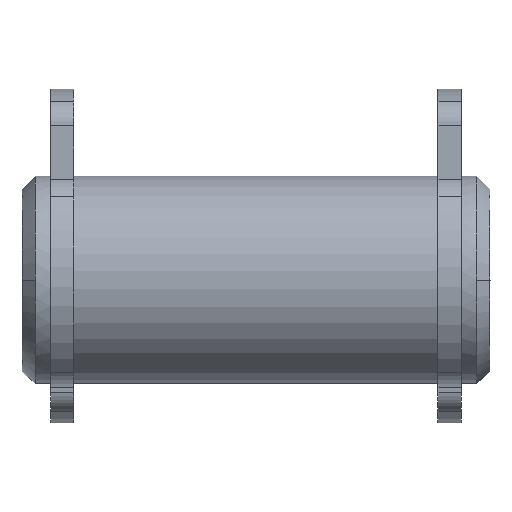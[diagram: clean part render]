
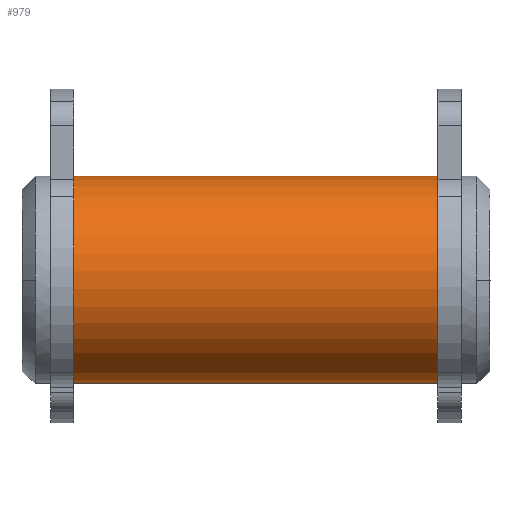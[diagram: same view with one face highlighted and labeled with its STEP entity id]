
A CAD part, front view. The second image highlights one B-rep face of the part: STEP entity #979.
In plain terms, the highlighted cylindrical face has radius 4 mm (diameter 8 mm), a partial arc.
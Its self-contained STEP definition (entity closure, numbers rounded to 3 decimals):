
#537=VERTEX_POINT('',#1321);
#551=VERTEX_POINT('',#1335);
#583=EDGE_CURVE('',#615,#551,#1370,.T.);
#615=VERTEX_POINT('',#1408);
#677=EDGE_CURVE('',#1071,#967,#1477,.T.);
#837=EDGE_CURVE('',#615,#537,#1655,.T.);
#853=EDGE_CURVE('',#1071,#1055,#1671,.T.);
#967=VERTEX_POINT('',#1797);
#979=ADVANCED_FACE('',(#1812),#1813,.T.);
#1007=EDGE_CURVE('',#967,#551,#1844,.T.);
#1055=VERTEX_POINT('',#1894);
#1057=EDGE_CURVE('',#537,#1055,#1896,.T.);
#1071=VERTEX_POINT('',#1910);
#1321=CARTESIAN_POINT('',(-7.0,-0.45,3.975));
#1335=CARTESIAN_POINT('',(7.0,0.45,3.975));
#1370=LINE('',#2283,#2284);
#1408=CARTESIAN_POINT('',(-7.0,0.45,3.975));
#1477=CIRCLE('',#2421,4.0);
#1655=CIRCLE('',#2655,4.);
#1671=LINE('',#2677,#2678);
#1797=CARTESIAN_POINT('',(7.0,-0.45,3.975));
#1812=FACE_OUTER_BOUND('',#2854,.T.);
#1813=CYLINDRICAL_SURFACE('',#2855,4.);
#1844=CIRCLE('',#2894,4.);
#1894=CARTESIAN_POINT('',(-7.0,-0.45,-3.975));
#1896=CIRCLE('',#2964,4.0);
#1910=CARTESIAN_POINT('',(7.0,-0.45,-3.975));
#2283=CARTESIAN_POINT('',(0.,0.45,3.975));
#2284=VECTOR('',#3390,1.0);
#2421=AXIS2_PLACEMENT_3D('',#3540,#3541,#3542);
#2655=AXIS2_PLACEMENT_3D('',#3768,#3769,#3770);
#2677=CARTESIAN_POINT('',(0.,-0.45,-3.975));
#2678=VECTOR('',#3776,1.0);
#2854=EDGE_LOOP('',(#3947,#3948,#3949,#3950,#3951,#3952));
#2855=AXIS2_PLACEMENT_3D('',#3953,#3954,#3955);
#2894=AXIS2_PLACEMENT_3D('',#3991,#3992,#3993);
#2964=AXIS2_PLACEMENT_3D('',#4032,#4033,#4034);
#3390=DIRECTION('',(1.0,0.,0.));
#3540=CARTESIAN_POINT('',(7.0,0.,0.));
#3541=DIRECTION('',(-1.0,0.,0.));
#3542=DIRECTION('',(0.,1.0,0.0));
#3768=CARTESIAN_POINT('',(-7.0,0.,0.));
#3769=DIRECTION('',(1.0,0.0,-0.0));
#3770=DIRECTION('',(0.0,0.112,0.994));
#3776=DIRECTION('',(-1.0,0.,0.));
#3947=ORIENTED_EDGE('',*,*,#583,.F.);
#3948=ORIENTED_EDGE('',*,*,#837,.T.);
#3949=ORIENTED_EDGE('',*,*,#1057,.T.);
#3950=ORIENTED_EDGE('',*,*,#853,.F.);
#3951=ORIENTED_EDGE('',*,*,#677,.T.);
#3952=ORIENTED_EDGE('',*,*,#1007,.T.);
#3953=CARTESIAN_POINT('',(0.,0.,0.));
#3954=DIRECTION('',(-1.0,0.,0.));
#3955=DIRECTION('',(0.,0.112,0.994));
#3991=CARTESIAN_POINT('',(7.,0.,0.));
#3992=DIRECTION('',(-1.0,0.0,0.0));
#3993=DIRECTION('',(0.0,0.112,0.994));
#4032=CARTESIAN_POINT('',(-7.0,0.,0.));
#4033=DIRECTION('',(1.0,0.,0.));
#4034=DIRECTION('',(0.,1.0,0.0));
